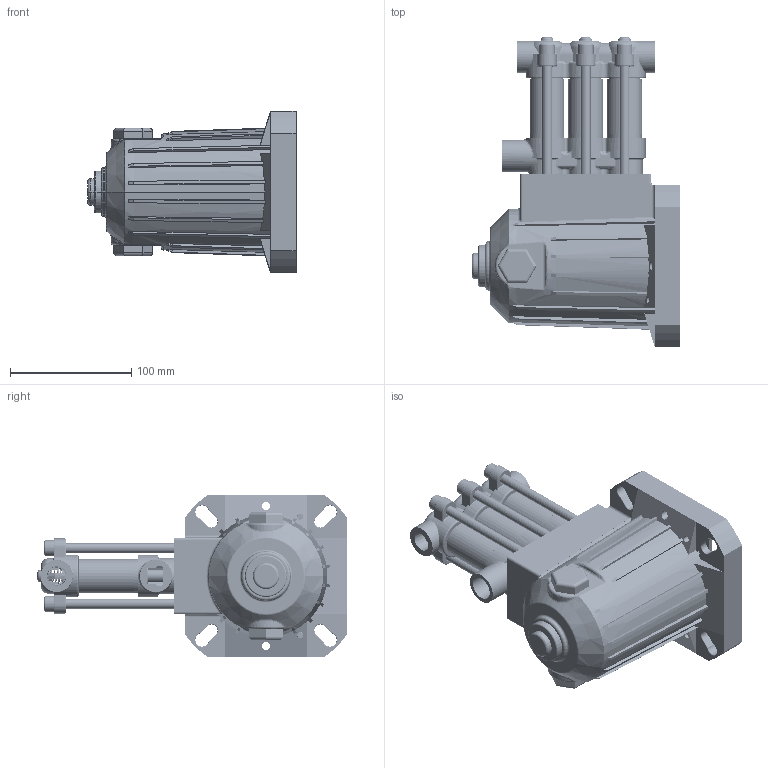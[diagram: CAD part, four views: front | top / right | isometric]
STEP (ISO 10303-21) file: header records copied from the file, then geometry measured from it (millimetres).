
FILE_DESCRIPTION (( 'STEP AP214' ), '1' );
FILE_NAME ('2SFP500EL.STEP', '2016-12-06T16:50:42', ( 'IT' ), ( 'Microsoft' ), 'SwSTEP 2.0', 'SolidWorks 2016', '' );
FILE_SCHEMA (( 'AUTOMOTIVE_DESIGN' ));
Length unit declared in the file: inch
Products named in the file (1): 2SFP500EL
Bounding box: 172 x 255.63 x 133.35 mm (x, y, z)
Volume: 953399 mm3; surface area: 477674.1 mm2
Topology: 113 solids, 113 shells, 2979 faces, 7246 edges, 4492 vertices
Faces by surface type: cylinder 1223, plane 974, torus 352, cone 241, bspline 159, sphere 30
Entity records: 145059 total; most frequent: CARTESIAN_POINT 34485, DIRECTION 15445, ORIENTED_EDGE 14338, EDGE_CURVE 7169, AXIS2_PLACEMENT_3D 6338, VERTEX_POINT 4480, CIRCLE 3517, EDGE_LOOP 3351
